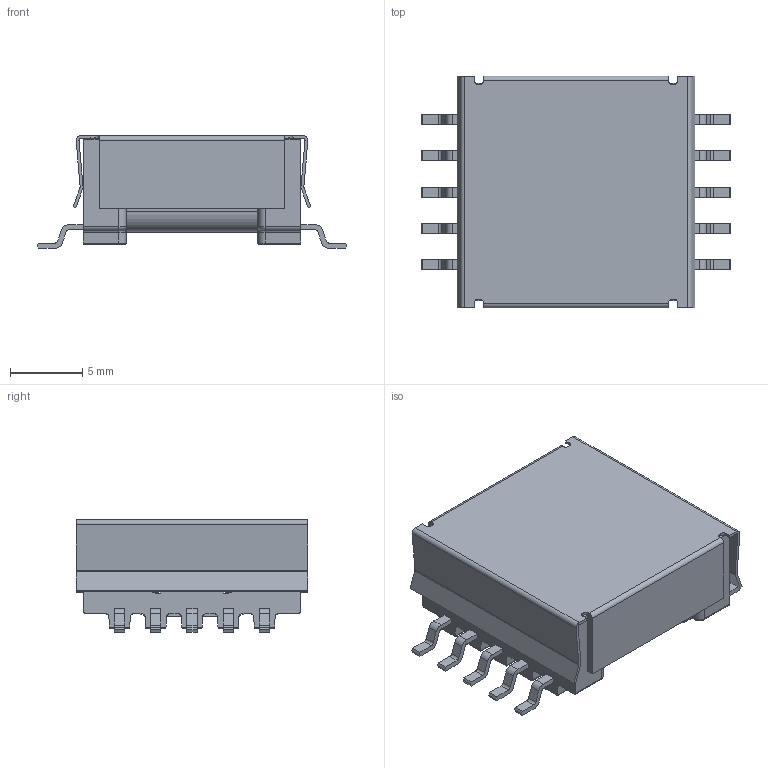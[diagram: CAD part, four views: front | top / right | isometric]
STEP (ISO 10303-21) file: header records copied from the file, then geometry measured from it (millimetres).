
FILE_DESCRIPTION(('OneSpaceDesigner STEP Export'),'2;1');
FILE_NAME('EFD15_GW_10pin.stp','2023-09-08T15:00:54',(''),(''),'OneSpace Designer STEP processor for AP214 (Solid Model)','OneSpace Designer 13.01 05-Feb-2005 (C) CoCreate Software GmbH','');
FILE_SCHEMA(('AUTOMOTIVE_DESIGN { 1 0 10303 214 1 1 1 1 }'));
Length unit declared in the file: millimetre
Products named in the file (1): EFD15_GW_10pin
Bounding box: 21.35 x 16 x 7.75 mm (x, y, z)
Surface area: 1500.6 mm2 (no closed solid volume)
Topology: 0 solids, 1 shells, 442 faces, 1194 edges, 760 vertices
Faces by surface type: plane 220, cylinder 166, bspline 52, torus 4
Entity records: 17064 total; most frequent: CARTESIAN_POINT 6524, ORIENTED_EDGE 2372, DIRECTION 1957, EDGE_CURVE 1194, VERTEX_POINT 760, VECTOR 753, LINE 753, AXIS2_PLACEMENT_3D 602
